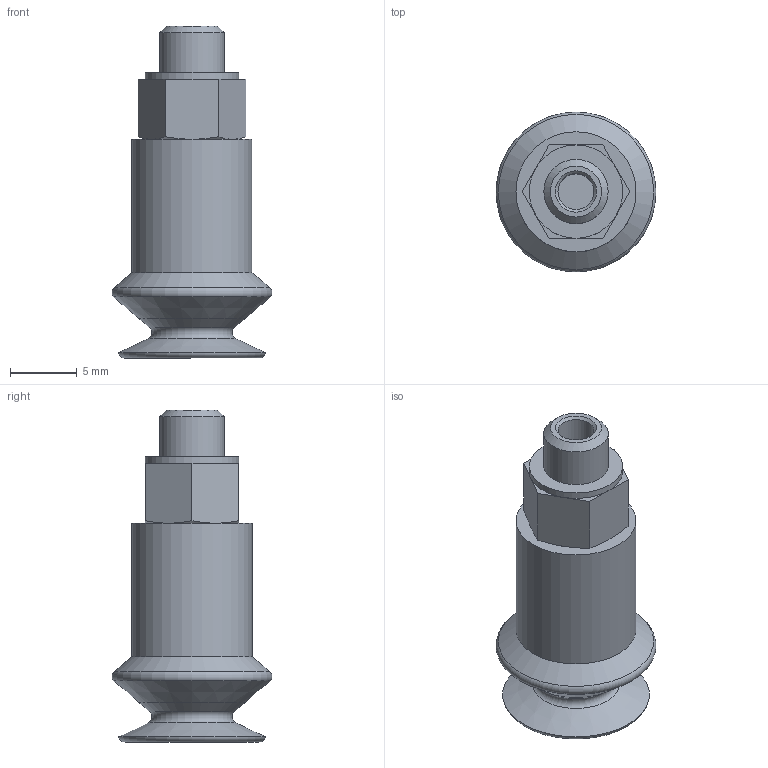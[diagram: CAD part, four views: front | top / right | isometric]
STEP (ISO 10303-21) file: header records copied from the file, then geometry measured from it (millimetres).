
FILE_DESCRIPTION( ( 'Unknown' ), '1' );
FILE_NAME( 'normal med fäste.stp', 'Unknown', ( 'Unknown' ), ( 'Unknown' ), 'PSStep 17.0.49', 'Unknown', ' ' );
FILE_SCHEMA( ( 'AUTOMOTIVE_DESIGN { 1 0 10303 214 1 1 1 1 }' ) );
Length unit declared in the file: millimetre
Products named in the file (3): Assem1; 1; 3113616
Assembly tree (2 placements, depth 2):
  Assem1
    1
    3113616
Bounding box: 12 x 12 x 24.9 mm (x, y, z)
Volume: 1245.3 mm3; surface area: 1407.9 mm2
Topology: 2 solids, 2 shells, 47 faces, 92 edges, 54 vertices
Faces by surface type: plane 21, cone 15, cylinder 7, torus 4
Full cylindrical faces by diameter (mm): 2.7 x1, 3.8 x2, 4 x1, 4.826 x1, 7 x1, 9 x1
Entity records: 1512 total; most frequent: CARTESIAN_POINT 207, DIRECTION 196, ORIENTED_EDGE 138, AXIS2_PLACEMENT_3D 89, EDGE_LOOP 74, EDGE_CURVE 69, FACE_OUTER_BOUND 58, VERTEX_POINT 52
